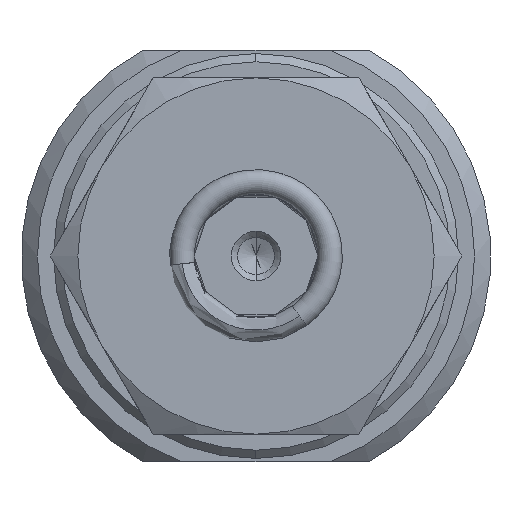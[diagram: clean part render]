
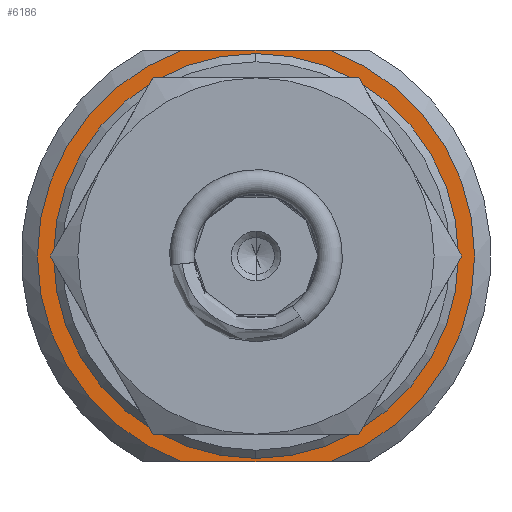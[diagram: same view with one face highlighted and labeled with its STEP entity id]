
A CAD part, left-side view. The second image highlights one B-rep face of the part: STEP entity #6186.
In plain terms, the highlighted planar face has unit normal (-1, 0, 0).
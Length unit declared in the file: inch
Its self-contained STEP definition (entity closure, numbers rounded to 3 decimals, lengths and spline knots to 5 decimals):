
#57 = DIRECTION ( 'NONE',  ( 1., 0., 0. ) ) ;
#77 = EDGE_CURVE ( 'NONE', #4365, #8758, #8298, .T. ) ;
#87 = EDGE_CURVE ( 'NONE', #6811, #2548, #3676, .T. ) ;
#426 = EDGE_CURVE ( 'NONE', #5896, #7351, #3831, .T. ) ;
#625 = CARTESIAN_POINT ( 'NONE',  ( -0.64276, -0.09012, -0.25 ) ) ;
#812 = CARTESIAN_POINT ( 'NONE',  ( -0.64276, 0., -0.24606 ) ) ;
#1051 = CARTESIAN_POINT ( 'NONE',  ( -0.64276, 0., 0. ) ) ;
#1070 = ORIENTED_EDGE ( 'NONE', *, *, #77, .T. ) ;
#1158 = DIRECTION ( 'NONE',  ( 0., 1., 0. ) ) ;
#1196 = DIRECTION ( 'NONE',  ( 1., 0., 0. ) ) ;
#1256 = CARTESIAN_POINT ( 'NONE',  ( -0.64276, 0., 0. ) ) ;
#1409 = PLANE ( 'NONE',  #6107 ) ;
#1464 = CARTESIAN_POINT ( 'NONE',  ( -0.64276, 0.26575, 0. ) ) ;
#1836 = VECTOR ( 'NONE', #1158, 39.37008 ) ;
#1930 = DIRECTION ( 'NONE',  ( 0., 0., -1. ) ) ;
#2430 = CIRCLE ( 'NONE', #5782, 0.26575 ) ;
#2494 = ORIENTED_EDGE ( 'NONE', *, *, #87, .F. ) ;
#2548 = VERTEX_POINT ( 'NONE', #4379 ) ;
#2670 = DIRECTION ( 'NONE',  ( 0., 0., -1. ) ) ;
#2786 = CARTESIAN_POINT ( 'NONE',  ( -0.64276, 0., 0. ) ) ;
#2814 = CIRCLE ( 'NONE', #4218, 0.26575 ) ;
#2912 = CARTESIAN_POINT ( 'NONE',  ( -0.64276, 0., 0.24606 ) ) ;
#3045 = DIRECTION ( 'NONE',  ( 1., 0., 0. ) ) ;
#3529 = CIRCLE ( 'NONE', #7365, 0.24606 ) ;
#3676 = LINE ( 'NONE', #10166, #1836 ) ;
#3831 = LINE ( 'NONE', #8094, #8144 ) ;
#4218 = AXIS2_PLACEMENT_3D ( 'NONE', #6721, #57, #2670 ) ;
#4365 = VERTEX_POINT ( 'NONE', #2912 ) ;
#4379 = CARTESIAN_POINT ( 'NONE',  ( -0.64276, 0.09012, -0.25 ) ) ;
#4598 = DIRECTION ( 'NONE',  ( 0., 0., -1. ) ) ;
#4645 = CARTESIAN_POINT ( 'NONE',  ( -0.64276, -0.09012, 0.25 ) ) ;
#4993 = AXIS2_PLACEMENT_3D ( 'NONE', #1051, #6091, #1930 ) ;
#5589 = DIRECTION ( 'NONE',  ( 0., 1., 0. ) ) ;
#5782 = AXIS2_PLACEMENT_3D ( 'NONE', #2786, #1196, #7867 ) ;
#5896 = VERTEX_POINT ( 'NONE', #4645 ) ;
#5911 = EDGE_CURVE ( 'NONE', #2548, #7351, #2430, .T. ) ;
#6091 = DIRECTION ( 'NONE',  ( 1., 0., 0. ) ) ;
#6107 = AXIS2_PLACEMENT_3D ( 'NONE', #1464, #3045, #6500 ) ;
#6186 = ADVANCED_FACE ( 'NONE', ( #7210, #9660 ), #1409, .F. ) ;
#6340 = DIRECTION ( 'NONE',  ( 1., 0., 0. ) ) ;
#6500 = DIRECTION ( 'NONE',  ( 0., 0., -1. ) ) ;
#6549 = ORIENTED_EDGE ( 'NONE', *, *, #5911, .F. ) ;
#6721 = CARTESIAN_POINT ( 'NONE',  ( -0.64276, 0., 0. ) ) ;
#6811 = VERTEX_POINT ( 'NONE', #625 ) ;
#6871 = CARTESIAN_POINT ( 'NONE',  ( -0.64276, 0.09012, 0.25 ) ) ;
#6976 = EDGE_LOOP ( 'NONE', ( #6549, #2494, #7898, #7146 ) ) ;
#7146 = ORIENTED_EDGE ( 'NONE', *, *, #426, .T. ) ;
#7210 = FACE_OUTER_BOUND ( 'NONE', #6976, .T. ) ;
#7351 = VERTEX_POINT ( 'NONE', #6871 ) ;
#7365 = AXIS2_PLACEMENT_3D ( 'NONE', #1256, #6340, #4598 ) ;
#7867 = DIRECTION ( 'NONE',  ( 0., 0., -1. ) ) ;
#7898 = ORIENTED_EDGE ( 'NONE', *, *, #8519, .F. ) ;
#8094 = CARTESIAN_POINT ( 'NONE',  ( -0.64276, -0.28543, 0.25 ) ) ;
#8144 = VECTOR ( 'NONE', #5589, 39.37008 ) ;
#8298 = CIRCLE ( 'NONE', #4993, 0.24606 ) ;
#8519 = EDGE_CURVE ( 'NONE', #5896, #6811, #2814, .T. ) ;
#8758 = VERTEX_POINT ( 'NONE', #812 ) ;
#8769 = EDGE_LOOP ( 'NONE', ( #9953, #1070 ) ) ;
#9660 = FACE_BOUND ( 'NONE', #8769, .T. ) ;
#9953 = ORIENTED_EDGE ( 'NONE', *, *, #10078, .T. ) ;
#10078 = EDGE_CURVE ( 'NONE', #8758, #4365, #3529, .T. ) ;
#10166 = CARTESIAN_POINT ( 'NONE',  ( -0.64276, -0.28543, -0.25 ) ) ;
